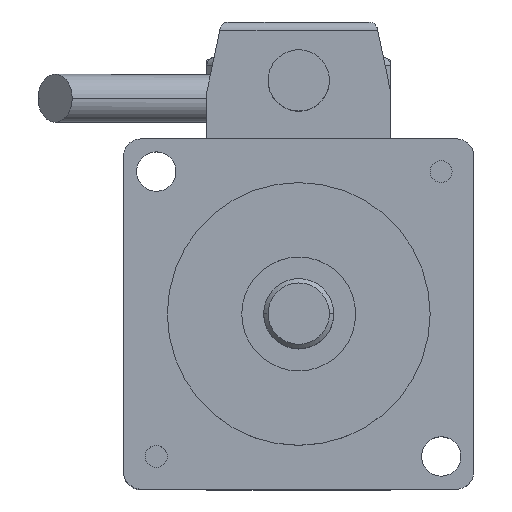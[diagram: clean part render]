
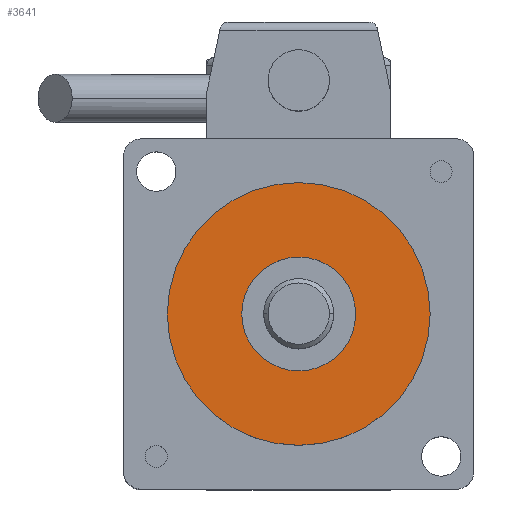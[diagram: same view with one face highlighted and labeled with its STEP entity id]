
A CAD part, top view. The second image highlights one B-rep face of the part: STEP entity #3641.
In plain terms, the highlighted planar face has unit normal (0, 0, 1).
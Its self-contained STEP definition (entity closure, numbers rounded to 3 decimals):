
#47 = CIRCLE ( 'NONE', #1464, 6.5 ) ;
#240 = VERTEX_POINT ( 'NONE', #7840 ) ;
#286 = ORIENTED_EDGE ( 'NONE', *, *, #5292, .T. ) ;
#790 = ORIENTED_EDGE ( 'NONE', *, *, #6026, .F. ) ;
#839 = VERTEX_POINT ( 'NONE', #857 ) ;
#841 = ORIENTED_EDGE ( 'NONE', *, *, #2270, .F. ) ;
#857 = CARTESIAN_POINT ( 'NONE',  ( 6.5, 0., 28.75 ) ) ;
#944 = VERTEX_POINT ( 'NONE', #9177 ) ;
#1292 = VERTEX_POINT ( 'NONE', #8949 ) ;
#1464 = AXIS2_PLACEMENT_3D ( 'NONE', #3916, #3904, #3901 ) ;
#1704 = DIRECTION ( 'NONE',  ( 0., 0., 1. ) ) ;
#1812 = AXIS2_PLACEMENT_3D ( 'NONE', #2890, #8018, #3632 ) ;
#2270 = EDGE_CURVE ( 'NONE', #839, #944, #47, .T. ) ;
#2591 = AXIS2_PLACEMENT_3D ( 'NONE', #6154, #1704, #6843 ) ;
#2890 = CARTESIAN_POINT ( 'NONE',  ( 0., 0., 28.75 ) ) ;
#2910 = ORIENTED_EDGE ( 'NONE', *, *, #3127, .T. ) ;
#3127 = EDGE_CURVE ( 'NONE', #1292, #240, #6950, .T. ) ;
#3632 = DIRECTION ( 'NONE',  ( 1., 0., 0. ) ) ;
#3641 = ADVANCED_FACE ( 'NONE', ( #5027, #6487 ), #3710, .T. ) ;
#3710 = PLANE ( 'NONE',  #6909 ) ;
#3901 = DIRECTION ( 'NONE',  ( 1., 0., 0. ) ) ;
#3904 = DIRECTION ( 'NONE',  ( 0., 0., 1. ) ) ;
#3916 = CARTESIAN_POINT ( 'NONE',  ( 0., 0., 28.75 ) ) ;
#4507 = DIRECTION ( 'NONE',  ( 0., 0., 1. ) ) ;
#4577 = CARTESIAN_POINT ( 'NONE',  ( 0., 0., 28.75 ) ) ;
#4721 = AXIS2_PLACEMENT_3D ( 'NONE', #5385, #5347, #5314 ) ;
#5027 = FACE_BOUND ( 'NONE', #7107, .T. ) ;
#5292 = EDGE_CURVE ( 'NONE', #240, #1292, #8803, .T. ) ;
#5314 = DIRECTION ( 'NONE',  ( 1., 0., 0. ) ) ;
#5347 = DIRECTION ( 'NONE',  ( 0., 0., 1. ) ) ;
#5385 = CARTESIAN_POINT ( 'NONE',  ( 0., 0., 28.75 ) ) ;
#6026 = EDGE_CURVE ( 'NONE', #944, #839, #9107, .T. ) ;
#6154 = CARTESIAN_POINT ( 'NONE',  ( 0., 0., 28.75 ) ) ;
#6487 = FACE_OUTER_BOUND ( 'NONE', #7601, .T. ) ;
#6843 = DIRECTION ( 'NONE',  ( 1., 0., 0. ) ) ;
#6909 = AXIS2_PLACEMENT_3D ( 'NONE', #4577, #4507, #8734 ) ;
#6950 = CIRCLE ( 'NONE', #4721, 15. ) ;
#7107 = EDGE_LOOP ( 'NONE', ( #841, #790 ) ) ;
#7601 = EDGE_LOOP ( 'NONE', ( #2910, #286 ) ) ;
#7840 = CARTESIAN_POINT ( 'NONE',  ( 15., 0., 28.75 ) ) ;
#8018 = DIRECTION ( 'NONE',  ( 0., 0., 1. ) ) ;
#8734 = DIRECTION ( 'NONE',  ( 1., 0., 0. ) ) ;
#8803 = CIRCLE ( 'NONE', #1812, 15. ) ;
#8949 = CARTESIAN_POINT ( 'NONE',  ( -15., 0., 28.75 ) ) ;
#9107 = CIRCLE ( 'NONE', #2591, 6.5 ) ;
#9177 = CARTESIAN_POINT ( 'NONE',  ( -6.5, 0., 28.75 ) ) ;
